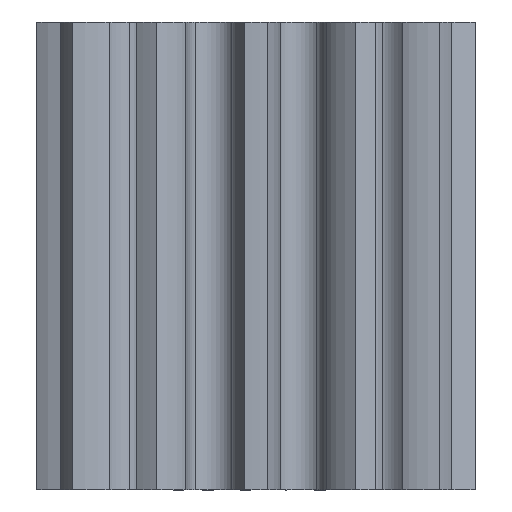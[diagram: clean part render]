
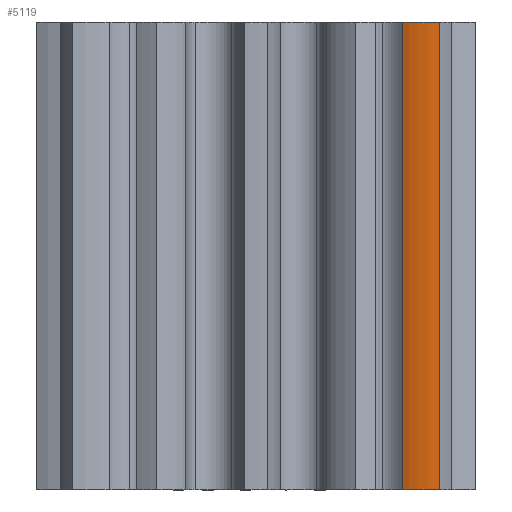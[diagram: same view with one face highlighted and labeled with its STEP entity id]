
A CAD part, front view. The second image highlights one B-rep face of the part: STEP entity #5119.
In plain terms, the highlighted free-form (B-spline) face has degree [3, 1] with [12, 2] control points.
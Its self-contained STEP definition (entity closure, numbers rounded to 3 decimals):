
#111 = CARTESIAN_POINT ( 'NONE',  ( 6.99, -4.847, -9.5 ) ) ;
#416 = CARTESIAN_POINT ( 'NONE',  ( 6.176, -4.671, -9.5 ) ) ;
#1041 = CARTESIAN_POINT ( 'NONE',  ( 7.22, -4.862, -9.5 ) ) ;
#1163 = CARTESIAN_POINT ( 'NONE',  ( 7.38, -4.867, 9.5 ) ) ;
#1196 = CARTESIAN_POINT ( 'NONE',  ( 7.465, -4.864, -9.5 ) ) ;
#1230 = ORIENTED_EDGE ( 'NONE', *, *, #7912, .F. ) ;
#1237 = EDGE_CURVE ( 'NONE', #9628, #6742, #10193, .T. ) ;
#1303 = CARTESIAN_POINT ( 'NONE',  ( 6.295, -4.712, 9.5 ) ) ;
#1352 = CARTESIAN_POINT ( 'NONE',  ( 7.22, -4.862, -9.5 ) ) ;
#1355 = EDGE_CURVE ( 'NONE', #5043, #9603, #1903, .T. ) ;
#1361 = VECTOR ( 'NONE', #2718, 1000. ) ;
#1881 = CARTESIAN_POINT ( 'NONE',  ( 6.176, -4.671, -9.5 ) ) ;
#1903 = B_SPLINE_CURVE_WITH_KNOTS ( 'NONE', 3,
 ( #7299, #2469, #4183, #1881, #5835, #5738, #5789, #4236, #111, #1041, #6466, #2571 ),
 .UNSPECIFIED., .F., .F.,
 ( 4, 1, 1, 1, 1, 1, 1, 1, 1, 4 ),
 ( 0., 0.09, 0.157, 0.238, 0.332, 0.439, 0.559, 0.691, 0.837, 1. ),
 .UNSPECIFIED. ) ;
#2093 = CARTESIAN_POINT ( 'NONE',  ( 6.436, -4.752, 9.5 ) ) ;
#2469 = CARTESIAN_POINT ( 'NONE',  ( 5.986, -4.59, -9.5 ) ) ;
#2571 = CARTESIAN_POINT ( 'NONE',  ( 7.465, -4.864, -9.5 ) ) ;
#2718 = DIRECTION ( 'NONE',  ( 0., 0., -1. ) ) ;
#2836 = CARTESIAN_POINT ( 'NONE',  ( 5.946, -4.567, 9.5 ) ) ;
#2873 = CARTESIAN_POINT ( 'NONE',  ( 6.599, -4.79, 9.5 ) ) ;
#2889 = CARTESIAN_POINT ( 'NONE',  ( 6.599, -4.79, 9.5 ) ) ;
#2925 = CARTESIAN_POINT ( 'NONE',  ( 5.986, -4.59, -9.5 ) ) ;
#3003 = CARTESIAN_POINT ( 'NONE',  ( 6.436, -4.752, 9.5 ) ) ;
#3223 = EDGE_LOOP ( 'NONE', ( #9872, #1230, #8977, #6662 ) ) ;
#3664 = CARTESIAN_POINT ( 'NONE',  ( 6.784, -4.822, 9.5 ) ) ;
#3715 = CARTESIAN_POINT ( 'NONE',  ( 7.465, -4.864, 9.5 ) ) ;
#4177 = CARTESIAN_POINT ( 'NONE',  ( 7.465, -4.864, 9.5 ) ) ;
#4183 = CARTESIAN_POINT ( 'NONE',  ( 6.06, -4.625, -9.5 ) ) ;
#4236 = CARTESIAN_POINT ( 'NONE',  ( 6.784, -4.822, -9.5 ) ) ;
#4347 = CARTESIAN_POINT ( 'NONE',  ( 7.465, -4.864, 9.5 ) ) ;
#4437 = LINE ( 'NONE', #7613, #6121 ) ;
#4453 = CARTESIAN_POINT ( 'NONE',  ( 6.295, -4.712, 9.5 ) ) ;
#4486 = CARTESIAN_POINT ( 'NONE',  ( 7.22, -4.862, 9.5 ) ) ;
#4576 = EDGE_CURVE ( 'NONE', #9628, #5043, #9180, .T. ) ;
#5043 = VERTEX_POINT ( 'NONE', #5123 ) ;
#5119 = ADVANCED_FACE ( 'NONE', ( #9341 ), #9959, .F. ) ;
#5123 = CARTESIAN_POINT ( 'NONE',  ( 5.946, -4.567, -9.5 ) ) ;
#5125 = CARTESIAN_POINT ( 'NONE',  ( 7.22, -4.862, 9.5 ) ) ;
#5153 = CARTESIAN_POINT ( 'NONE',  ( 6.599, -4.79, -9.5 ) ) ;
#5156 = CARTESIAN_POINT ( 'NONE',  ( 5.946, -4.567, 9.5 ) ) ;
#5256 = CARTESIAN_POINT ( 'NONE',  ( 6.176, -4.671, 9.5 ) ) ;
#5317 = CARTESIAN_POINT ( 'NONE',  ( 6.99, -4.847, 9.5 ) ) ;
#5738 = CARTESIAN_POINT ( 'NONE',  ( 6.436, -4.752, -9.5 ) ) ;
#5789 = CARTESIAN_POINT ( 'NONE',  ( 6.599, -4.79, -9.5 ) ) ;
#5835 = CARTESIAN_POINT ( 'NONE',  ( 6.295, -4.712, -9.5 ) ) ;
#5931 = DIRECTION ( 'NONE',  ( 0., 0., -1. ) ) ;
#5984 = CARTESIAN_POINT ( 'NONE',  ( 7.38, -4.867, 9.5 ) ) ;
#6036 = CARTESIAN_POINT ( 'NONE',  ( 6.06, -4.625, -9.5 ) ) ;
#6055 = CARTESIAN_POINT ( 'NONE',  ( 6.99, -4.847, 9.5 ) ) ;
#6121 = VECTOR ( 'NONE', #5931, 1000. ) ;
#6466 = CARTESIAN_POINT ( 'NONE',  ( 7.38, -4.867, -9.5 ) ) ;
#6662 = ORIENTED_EDGE ( 'NONE', *, *, #4576, .T. ) ;
#6742 = VERTEX_POINT ( 'NONE', #4177 ) ;
#6819 = CARTESIAN_POINT ( 'NONE',  ( 6.784, -4.822, -9.5 ) ) ;
#6930 = CARTESIAN_POINT ( 'NONE',  ( 6.06, -4.625, 9.5 ) ) ;
#7299 = CARTESIAN_POINT ( 'NONE',  ( 5.946, -4.567, -9.5 ) ) ;
#7558 = CARTESIAN_POINT ( 'NONE',  ( 5.986, -4.59, 9.5 ) ) ;
#7613 = CARTESIAN_POINT ( 'NONE',  ( 7.465, -4.864, 9.5 ) ) ;
#7630 = CARTESIAN_POINT ( 'NONE',  ( 6.176, -4.671, 9.5 ) ) ;
#7676 = CARTESIAN_POINT ( 'NONE',  ( 7.465, -4.864, -9.5 ) ) ;
#7912 = EDGE_CURVE ( 'NONE', #6742, #9603, #4437, .T. ) ;
#8325 = CARTESIAN_POINT ( 'NONE',  ( 5.946, -4.567, -9.5 ) ) ;
#8402 = CARTESIAN_POINT ( 'NONE',  ( 6.06, -4.625, 9.5 ) ) ;
#8439 = CARTESIAN_POINT ( 'NONE',  ( 6.436, -4.752, -9.5 ) ) ;
#8460 = CARTESIAN_POINT ( 'NONE',  ( 6.784, -4.822, 9.5 ) ) ;
#8493 = CARTESIAN_POINT ( 'NONE',  ( 6.295, -4.712, -9.5 ) ) ;
#8977 = ORIENTED_EDGE ( 'NONE', *, *, #1237, .F. ) ;
#9177 = CARTESIAN_POINT ( 'NONE',  ( 6.99, -4.847, -9.5 ) ) ;
#9180 = LINE ( 'NONE', #5156, #1361 ) ;
#9197 = CARTESIAN_POINT ( 'NONE',  ( 5.986, -4.59, 9.5 ) ) ;
#9233 = CARTESIAN_POINT ( 'NONE',  ( 7.38, -4.867, -9.5 ) ) ;
#9341 = FACE_OUTER_BOUND ( 'NONE', #3223, .T. ) ;
#9603 = VERTEX_POINT ( 'NONE', #7676 ) ;
#9628 = VERTEX_POINT ( 'NONE', #2836 ) ;
#9872 = ORIENTED_EDGE ( 'NONE', *, *, #1355, .T. ) ;
#9959 = B_SPLINE_SURFACE_WITH_KNOTS ( 'NONE', 3, 1, ( 
 ( #10072, #8325 ),
 ( #7558, #2925 ),
 ( #6930, #6036 ),
 ( #5256, #416 ),
 ( #1303, #8493 ),
 ( #2093, #8439 ),
 ( #2873, #5153 ),
 ( #3664, #6819 ),
 ( #5317, #9177 ),
 ( #4486, #1352 ),
 ( #5984, #9233 ),
 ( #3715, #1196 ) ),
 .UNSPECIFIED., .F., .F., .F.,
 ( 4, 1, 1, 1, 1, 1, 1, 1, 1, 4 ),
 ( 2, 2 ),
 ( 0., 0.09, 0.157, 0.238, 0.332, 0.439, 0.559, 0.691, 0.837, 1. ),
 ( 0., 1. ),
 .UNSPECIFIED. ) ;
#10072 = CARTESIAN_POINT ( 'NONE',  ( 5.946, -4.567, 9.5 ) ) ;
#10146 = CARTESIAN_POINT ( 'NONE',  ( 5.946, -4.567, 9.5 ) ) ;
#10193 = B_SPLINE_CURVE_WITH_KNOTS ( 'NONE', 3,
 ( #10146, #9197, #8402, #7630, #4453, #3003, #2889, #8460, #6055, #5125, #1163, #4347 ),
 .UNSPECIFIED., .F., .F.,
 ( 4, 1, 1, 1, 1, 1, 1, 1, 1, 4 ),
 ( 0., 0.09, 0.157, 0.238, 0.332, 0.439, 0.559, 0.691, 0.837, 1. ),
 .UNSPECIFIED. ) ;
